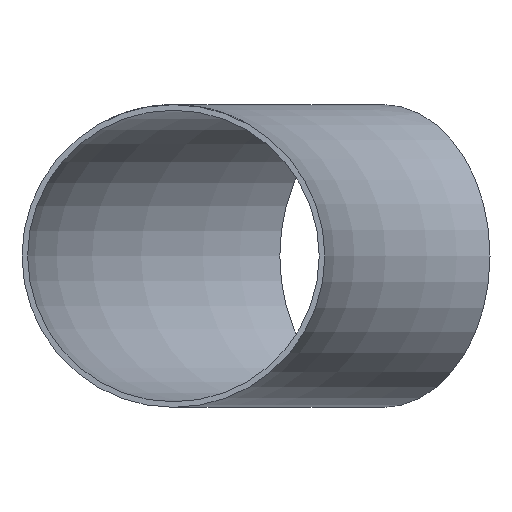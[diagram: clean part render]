
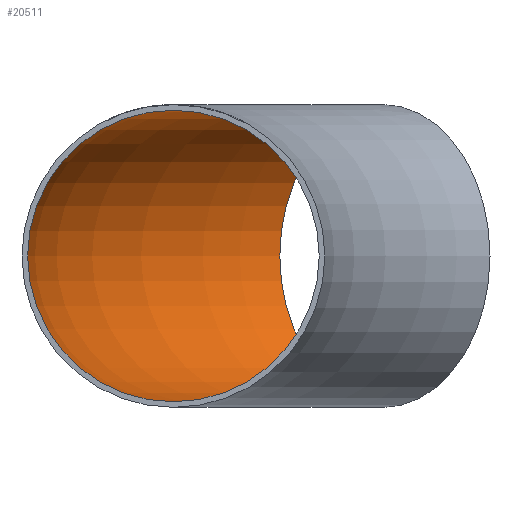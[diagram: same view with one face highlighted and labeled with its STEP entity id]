
A CAD part, front view. The second image highlights one B-rep face of the part: STEP entity #20511.
In plain terms, the highlighted toroidal (fillet/blend) face has major radius 330 mm and minor radius 67.25 mm.
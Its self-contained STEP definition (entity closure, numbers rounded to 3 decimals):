
#3054 = AXIS2_PLACEMENT_3D ( 'NONE', #19873, #6827, #17338 ) ;
#4899 = EDGE_LOOP ( 'NONE', ( #13620 ) ) ;
#5531 = DIRECTION ( 'NONE',  ( 0.707, 0.707, 0. ) ) ;
#6215 = CIRCLE ( 'NONE', #10241, 67.25 ) ;
#6806 = DIRECTION ( 'NONE',  ( 0., 0., 1. ) ) ;
#6827 = DIRECTION ( 'NONE',  ( 0., 0., -1. ) ) ;
#8925 = FACE_OUTER_BOUND ( 'NONE', #11191, .T. ) ;
#10007 = CARTESIAN_POINT ( 'NONE',  ( -233.345, 233.345, 0. ) ) ;
#10241 = AXIS2_PLACEMENT_3D ( 'NONE', #25489, #19292, #6806 ) ;
#11191 = EDGE_LOOP ( 'NONE', ( #20437 ) ) ;
#11376 = VERTEX_POINT ( 'NONE', #17699 ) ;
#11527 = TOROIDAL_SURFACE ( 'NONE', #3054, 330., 67.25 ) ;
#13620 = ORIENTED_EDGE ( 'NONE', *, *, #27319, .F. ) ;
#15230 = AXIS2_PLACEMENT_3D ( 'NONE', #10007, #5531, #16475 ) ;
#16475 = DIRECTION ( 'NONE',  ( -0.707, 0.707, 0. ) ) ;
#17338 = DIRECTION ( 'NONE',  ( -1., 0., 0. ) ) ;
#17699 = CARTESIAN_POINT ( 'NONE',  ( -280.898, 280.898, 0. ) ) ;
#19292 = DIRECTION ( 'NONE',  ( 0., 1., 0. ) ) ;
#19556 = EDGE_CURVE ( 'NONE', #11376, #11376, #25550, .T. ) ;
#19603 = FACE_OUTER_BOUND ( 'NONE', #4899, .T. ) ;
#19873 = CARTESIAN_POINT ( 'NONE',  ( 0., 0., 0. ) ) ;
#19957 = VERTEX_POINT ( 'NONE', #22344 ) ;
#20437 = ORIENTED_EDGE ( 'NONE', *, *, #19556, .T. ) ;
#20511 = ADVANCED_FACE ( 'NONE', ( #8925, #19603 ), #11527, .F. ) ;
#22344 = CARTESIAN_POINT ( 'NONE',  ( -330., 0., 67.25 ) ) ;
#25489 = CARTESIAN_POINT ( 'NONE',  ( -330., 0., 0. ) ) ;
#25550 = CIRCLE ( 'NONE', #15230, 67.25 ) ;
#27319 = EDGE_CURVE ( 'NONE', #19957, #19957, #6215, .T. ) ;
